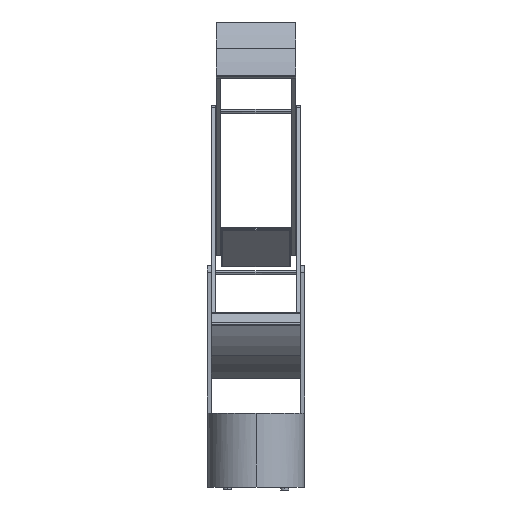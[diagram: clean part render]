
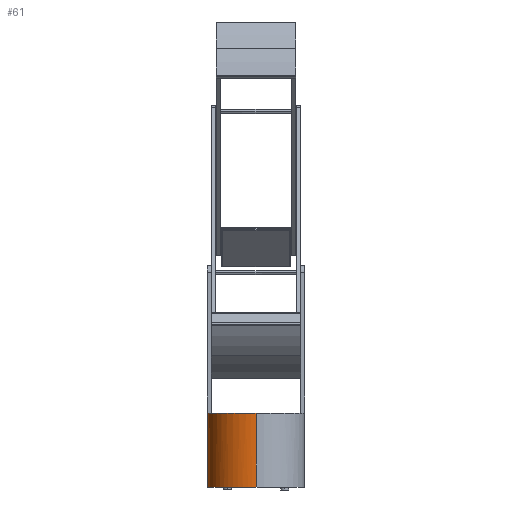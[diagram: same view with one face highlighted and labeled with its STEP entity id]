
A CAD part, left-side view. The second image highlights one B-rep face of the part: STEP entity #61.
In plain terms, the highlighted free-form (B-spline) face has degree [1, 2] with [2, 3] control points.
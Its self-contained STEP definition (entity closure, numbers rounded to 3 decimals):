
#61=ADVANCED_FACE($,(#304),#3156,.T.);
#304=FACE_OUTER_BOUND($,#551,.T.);
#551=EDGE_LOOP($,(#888,#889,#890,#891));
#888=ORIENTED_EDGE($,*,*,#2119,.F.);
#889=ORIENTED_EDGE($,*,*,#2118,.F.);
#890=ORIENTED_EDGE($,*,*,#2109,.T.);
#891=ORIENTED_EDGE($,*,*,#2065,.T.);
#2065=EDGE_CURVE($,#2688,#2689,#3327,.T.);
#2109=EDGE_CURVE($,#2726,#2688,#3361,.T.);
#2118=EDGE_CURVE($,#2726,#2732,#3699,.T.);
#2119=EDGE_CURVE($,#2732,#2689,#3700,.T.);
#2688=VERTEX_POINT($,#5055);
#2689=VERTEX_POINT($,#5056);
#2726=VERTEX_POINT($,#5093);
#2732=VERTEX_POINT($,#5099);
#3156=(
BOUNDED_SURFACE()
B_SPLINE_SURFACE(1,2,((#4891,#4892,#4893),(#4894,#4895,#4896)),.UNSPECIFIED.,
.F.,.F.,.F.)
B_SPLINE_SURFACE_WITH_KNOTS((2,2),(3,3),(6.8,74.8),(7.085,68.492),
.UNSPECIFIED.)
GEOMETRIC_REPRESENTATION_ITEM()
RATIONAL_B_SPLINE_SURFACE(((0.946,0.737,1.),
(0.946,0.737,1.)))
REPRESENTATION_ITEM($)
SURFACE()
);
#3327=B_SPLINE_CURVE_WITH_KNOTS($,3,(#4221,#4222,#4223,#4224,#4225,#4226,
#4227,#4228,#4229,#4230),.UNSPECIFIED.,.F.,.F.,(4,2,2,2,4),(0.,
15.997,31.992,47.988,63.985),.UNSPECIFIED.);
#3361=B_SPLINE_CURVE_WITH_KNOTS($,1,(#4505,#4506),.UNSPECIFIED.,.F.,.F.,
(2,2),(0.,68.),.UNSPECIFIED.);
#3699=(
BOUNDED_CURVE()
B_SPLINE_CURVE(2,(#4524,#4525,#4526),.UNSPECIFIED.,.F.,.F.)
B_SPLINE_CURVE_WITH_KNOTS((3,3),(0.,63.91),.UNSPECIFIED.)
CURVE()
GEOMETRIC_REPRESENTATION_ITEM()
RATIONAL_B_SPLINE_CURVE((1.,0.758,1.))
REPRESENTATION_ITEM($)
);
#3700=(
BOUNDED_CURVE()
B_SPLINE_CURVE(1,(#4527,#4528),.UNSPECIFIED.,.F.,.F.)
B_SPLINE_CURVE_WITH_KNOTS((2,2),(6.8,74.8),.UNSPECIFIED.)
CURVE()
GEOMETRIC_REPRESENTATION_ITEM()
RATIONAL_B_SPLINE_CURVE((1.,1.))
REPRESENTATION_ITEM($)
);
#4221=CARTESIAN_POINT($,(-6.75,44.491,2.5));
#4222=CARTESIAN_POINT($,(-12.03,43.69,2.5));
#4223=CARTESIAN_POINT($,(-17.124,41.956,2.5));
#4224=CARTESIAN_POINT($,(-26.468,36.783,2.5));
#4225=CARTESIAN_POINT($,(-30.642,33.385,2.5));
#4226=CARTESIAN_POINT($,(-37.604,25.287,2.5));
#4227=CARTESIAN_POINT($,(-40.337,20.651,2.5));
#4228=CARTESIAN_POINT($,(-44.05,10.637,2.5));
#4229=CARTESIAN_POINT($,(-45.,5.34,2.5));
#4230=CARTESIAN_POINT($,(-45.,0.,2.5));
#4505=CARTESIAN_POINT($,(-6.75,44.491,70.5));
#4506=CARTESIAN_POINT($,(-6.75,44.491,2.5));
#4524=CARTESIAN_POINT($,(-6.75,44.491,70.5));
#4525=CARTESIAN_POINT($,(-45.,38.688,70.5));
#4526=CARTESIAN_POINT($,(-45.,0.,70.5));
#4527=CARTESIAN_POINT($,(-45.,0.,70.5));
#4528=CARTESIAN_POINT($,(-45.,0.,2.5));
#4891=CARTESIAN_POINT($,(-6.75,44.491,70.5));
#4892=CARTESIAN_POINT($,(-45.,38.688,70.5));
#4893=CARTESIAN_POINT($,(-45.,0.,70.5));
#4894=CARTESIAN_POINT($,(-6.75,44.491,2.5));
#4895=CARTESIAN_POINT($,(-45.,38.688,2.5));
#4896=CARTESIAN_POINT($,(-45.,0.,2.5));
#5055=CARTESIAN_POINT($,(-6.75,44.491,2.5));
#5056=CARTESIAN_POINT($,(-45.,0.,2.5));
#5093=CARTESIAN_POINT($,(-6.75,44.491,70.5));
#5099=CARTESIAN_POINT($,(-45.,0.,70.5));
